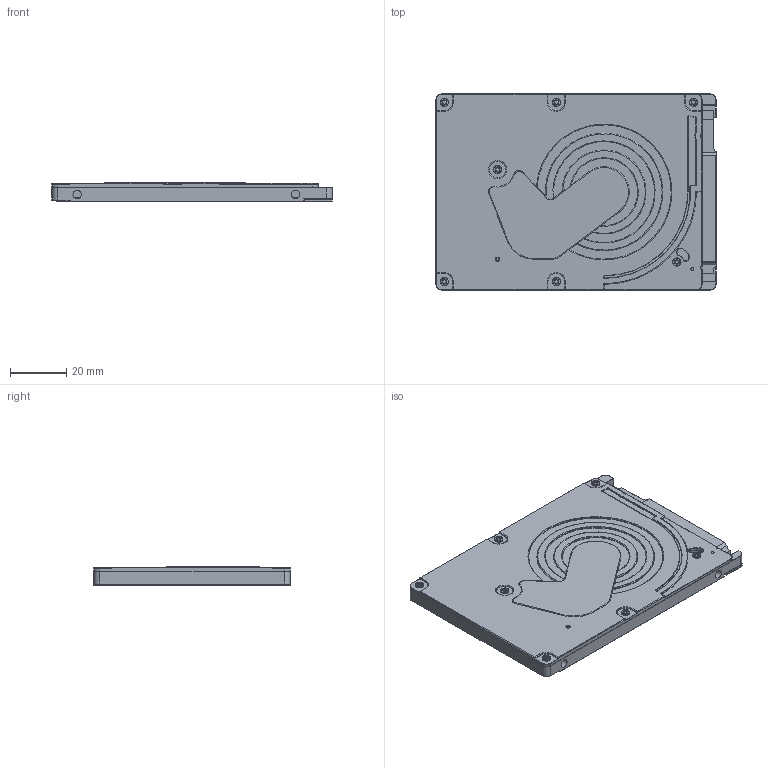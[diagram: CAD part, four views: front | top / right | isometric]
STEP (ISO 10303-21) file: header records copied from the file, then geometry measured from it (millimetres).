
FILE_DESCRIPTION(/* description */ (''),/* implementation_level */ '2;1');
FILE_NAME(/* name */ '5e49f56a-09a3-45fd-80ef-bb8655aac269.stp',/* time_stamp */ '2022-01-16T11:43:20+00:00',/* author */ (''),/* organization */ (''),/* preprocessor_version */ 'ST-DEVELOPER v18.1',/* originating_system */ 'Autodesk Translation Framework v10.13.0.1454',/* authorisation */ '');
FILE_SCHEMA (('AUTOMOTIVE_DESIGN { 1 0 10303 214 3 1 1 }'));
Length unit declared in the file: millimetre
Products named in the file (16): HDD1; Body; Cover; Cast; Screws_Top; Screw (1) (1) (3); Screw (1); Screw; Screw (1) (1) (2); Screw (1) (1) (1); Screw (1) (1); Screw (2); Connector; 4pin; Pin_Short; Board
Assembly tree (15 placements, depth 4):
  HDD1
    Body
      Cover
      Cast
      Screws_Top
        Screw (1) (1) (3)
        Screw (1)
        Screw
        Screw (1) (1) (2)
        Screw (1) (1) (1)
        Screw (1) (1)
        Screw (2)
      Connector
        4pin
        Pin_Short
      Board
Bounding box: 100 x 70 x 6.75 mm (x, y, z)
Volume: 36490.1 mm3; surface area: 41637.4 mm2
Topology: 37 solids, 37 shells, 1626 faces, 3724 edges, 2187 vertices
Faces by surface type: cylinder 671, plane 444, torus 304, bspline 131, sphere 76
Full cylindrical faces by diameter (mm): 1 x8, 1.1 x1, 3 x15, 6 x1, 18 x1, 20 x1
Entity records: 46952 total; most frequent: CARTESIAN_POINT 8947, DIRECTION 8719, ORIENTED_EDGE 7444, EDGE_CURVE 3722, AXIS2_PLACEMENT_3D 3504, VERTEX_POINT 2187, CIRCLE 1954, LINE 1711
